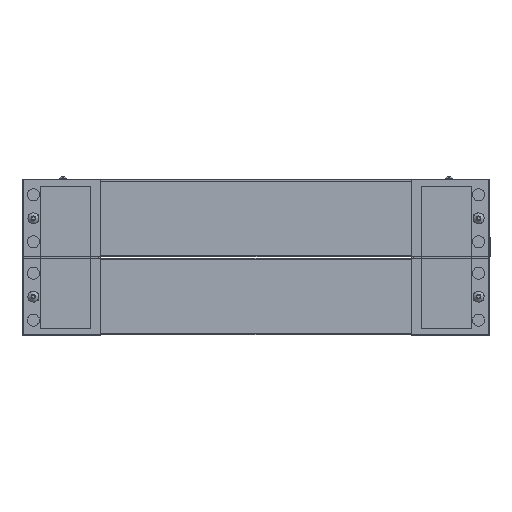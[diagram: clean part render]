
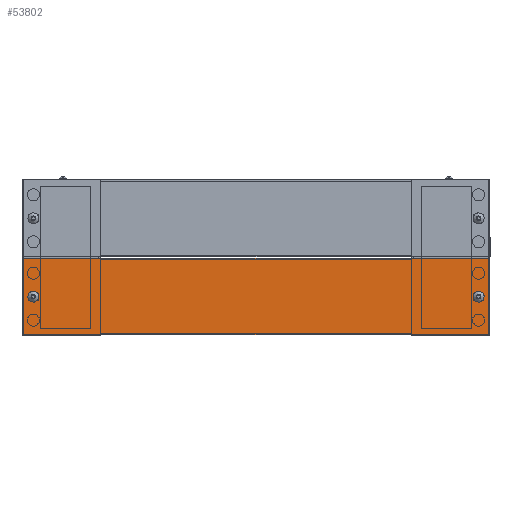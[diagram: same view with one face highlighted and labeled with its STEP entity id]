
A CAD part, front view. The second image highlights one B-rep face of the part: STEP entity #53802.
In plain terms, the highlighted planar face has unit normal (0, -1, 0).
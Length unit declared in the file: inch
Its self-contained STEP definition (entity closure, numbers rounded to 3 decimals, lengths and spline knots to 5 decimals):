
#3323 = ORIENTED_EDGE ( 'NONE', *, *, #62681, .F. ) ;
#5104 = FACE_OUTER_BOUND ( 'NONE', #37790, .T. ) ;
#5174 = LINE ( 'NONE', #43254, #39488 ) ;
#6340 = PLANE ( 'NONE',  #25592 ) ;
#7875 = CARTESIAN_POINT ( 'NONE',  ( -11.69291, -3.40551, -1.92913 ) ) ;
#9189 = DIRECTION ( 'NONE',  ( 0., -1., 0. ) ) ;
#9501 = EDGE_CURVE ( 'NONE', #11820, #11820, #40396, .T. ) ;
#9909 = CARTESIAN_POINT ( 'NONE',  ( -11.69291, -3.40551, 1.92913 ) ) ;
#10157 = ORIENTED_EDGE ( 'NONE', *, *, #14768, .F. ) ;
#10851 = EDGE_CURVE ( 'NONE', #38165, #15222, #75580, .T. ) ;
#11769 = EDGE_CURVE ( 'NONE', #56451, #56451, #19501, .T. ) ;
#11820 = VERTEX_POINT ( 'NONE', #57225 ) ;
#14616 = ORIENTED_EDGE ( 'NONE', *, *, #11769, .F. ) ;
#14768 = EDGE_CURVE ( 'NONE', #15222, #38364, #68506, .T. ) ;
#15222 = VERTEX_POINT ( 'NONE', #9909 ) ;
#15234 = CARTESIAN_POINT ( 'NONE',  ( 11.69291, -3.40551, -1.92913 ) ) ;
#15499 = VECTOR ( 'NONE', #18912, 39.37008 ) ;
#16555 = VECTOR ( 'NONE', #55669, 39.37008 ) ;
#18112 = CARTESIAN_POINT ( 'NONE',  ( -11.69291, -3.40551, 0. ) ) ;
#18736 = FACE_BOUND ( 'NONE', #46750, .T. ) ;
#18912 = DIRECTION ( 'NONE',  ( 0., 0., 1. ) ) ;
#19284 = ORIENTED_EDGE ( 'NONE', *, *, #9501, .F. ) ;
#19501 = CIRCLE ( 'NONE', #73635, 0.1378 ) ;
#22489 = DIRECTION ( 'NONE',  ( -1., 0., 0. ) ) ;
#22981 = DIRECTION ( 'NONE',  ( 0., 0., -1. ) ) ;
#25292 = EDGE_LOOP ( 'NONE', ( #19284 ) ) ;
#25592 = AXIS2_PLACEMENT_3D ( 'NONE', #25755, #39440, #52196 ) ;
#25755 = CARTESIAN_POINT ( 'NONE',  ( 0., -3.40551, 0. ) ) ;
#26075 = CARTESIAN_POINT ( 'NONE',  ( -11.20079, -3.40551, 0. ) ) ;
#26392 = VERTEX_POINT ( 'NONE', #15234 ) ;
#34416 = DIRECTION ( 'NONE',  ( 0., 0., -1. ) ) ;
#34831 = CARTESIAN_POINT ( 'NONE',  ( 11.20079, -3.40551, 0. ) ) ;
#37790 = EDGE_LOOP ( 'NONE', ( #81257, #63855, #3323, #10157 ) ) ;
#38165 = VERTEX_POINT ( 'NONE', #7875 ) ;
#38364 = VERTEX_POINT ( 'NONE', #61982 ) ;
#38558 = VECTOR ( 'NONE', #22489, 39.37008 ) ;
#39440 = DIRECTION ( 'NONE',  ( 0., 1., 0. ) ) ;
#39488 = VECTOR ( 'NONE', #22981, 39.37008 ) ;
#40396 = CIRCLE ( 'NONE', #81350, 0.1378 ) ;
#43254 = CARTESIAN_POINT ( 'NONE',  ( 11.69291, -3.40551, 0. ) ) ;
#46721 = DIRECTION ( 'NONE',  ( 0., -1., 0. ) ) ;
#46750 = EDGE_LOOP ( 'NONE', ( #14616 ) ) ;
#51741 = EDGE_CURVE ( 'NONE', #26392, #38165, #66340, .T. ) ;
#52196 = DIRECTION ( 'NONE',  ( 0., 0., 1. ) ) ;
#53802 = ADVANCED_FACE ( 'NONE', ( #18736, #62997, #5104 ), #6340, .F. ) ;
#55669 = DIRECTION ( 'NONE',  ( 1., 0., 0. ) ) ;
#56451 = VERTEX_POINT ( 'NONE', #75906 ) ;
#57225 = CARTESIAN_POINT ( 'NONE',  ( 11.20079, -3.40551, -0.1378 ) ) ;
#58666 = DIRECTION ( 'NONE',  ( 0., 0., -1. ) ) ;
#61982 = CARTESIAN_POINT ( 'NONE',  ( 11.69291, -3.40551, 1.92913 ) ) ;
#62681 = EDGE_CURVE ( 'NONE', #38364, #26392, #5174, .T. ) ;
#62997 = FACE_BOUND ( 'NONE', #25292, .T. ) ;
#63855 = ORIENTED_EDGE ( 'NONE', *, *, #51741, .F. ) ;
#66340 = LINE ( 'NONE', #79548, #38558 ) ;
#68506 = LINE ( 'NONE', #75930, #16555 ) ;
#73635 = AXIS2_PLACEMENT_3D ( 'NONE', #26075, #46721, #58666 ) ;
#75580 = LINE ( 'NONE', #18112, #15499 ) ;
#75906 = CARTESIAN_POINT ( 'NONE',  ( -11.20079, -3.40551, -0.1378 ) ) ;
#75930 = CARTESIAN_POINT ( 'NONE',  ( 0., -3.40551, 1.92913 ) ) ;
#79548 = CARTESIAN_POINT ( 'NONE',  ( 0., -3.40551, -1.92913 ) ) ;
#81257 = ORIENTED_EDGE ( 'NONE', *, *, #10851, .F. ) ;
#81350 = AXIS2_PLACEMENT_3D ( 'NONE', #34831, #9189, #34416 ) ;
